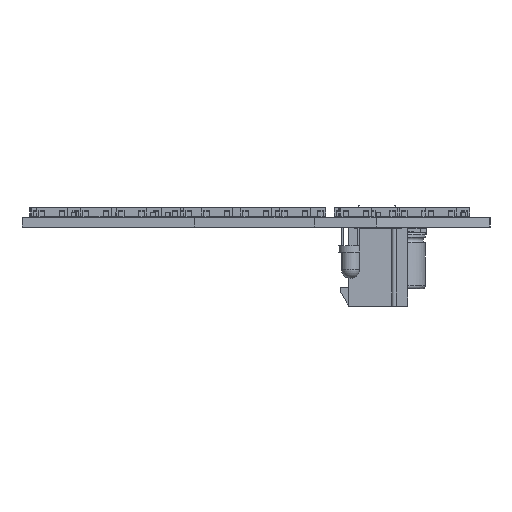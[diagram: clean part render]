
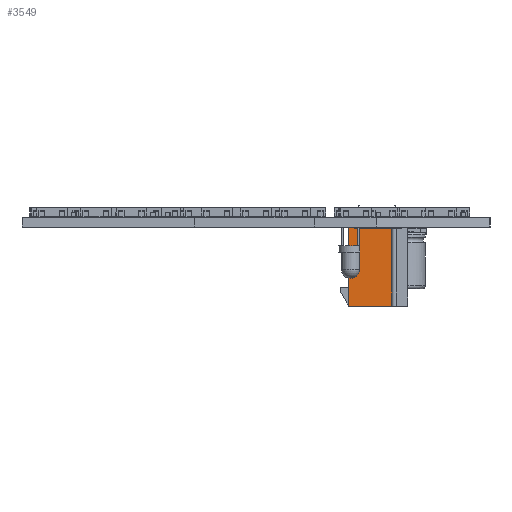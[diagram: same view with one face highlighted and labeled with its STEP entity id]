
A CAD part, left-side view. The second image highlights one B-rep face of the part: STEP entity #3549.
In plain terms, the highlighted face is planar.
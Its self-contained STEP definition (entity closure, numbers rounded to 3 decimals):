
#866 = PLANE('',#867);
#867 = AXIS2_PLACEMENT_3D('',#868,#869,#870);
#868 = CARTESIAN_POINT('',(-4.8,0.,-4.8));
#869 = DIRECTION('',(0.,0.,-1.));
#870 = DIRECTION('',(0.,-1.,0.));
#962 = PLANE('',#963);
#963 = AXIS2_PLACEMENT_3D('',#964,#965,#966);
#964 = CARTESIAN_POINT('',(-4.8,12.8,-4.8));
#965 = DIRECTION('',(0.,1.,0.));
#966 = DIRECTION('',(1.,0.,0.));
#1059 = VERTEX_POINT('',#1060);
#1060 = CARTESIAN_POINT('',(4.8,12.8,-4.8));
#1081 = EDGE_CURVE('',#1082,#1059,#1084,.T.);
#1082 = VERTEX_POINT('',#1083);
#1083 = CARTESIAN_POINT('',(4.8,0.,-4.8));
#1084 = SURFACE_CURVE('',#1085,(#1089,#1096),.PCURVE_S1.);
#1085 = LINE('',#1086,#1087);
#1086 = CARTESIAN_POINT('',(4.8,0.,-4.8));
#1087 = VECTOR('',#1088,1.);
#1088 = DIRECTION('',(0.,1.,0.));
#1089 = PCURVE('',#866,#1090);
#1090 = DEFINITIONAL_REPRESENTATION('',(#1091),#1095);
#1091 = LINE('',#1092,#1093);
#1092 = CARTESIAN_POINT('',(0.,-9.6));
#1093 = VECTOR('',#1094,1.);
#1094 = DIRECTION('',(-1.,0.));
#1095 = ( GEOMETRIC_REPRESENTATION_CONTEXT(2) 
PARAMETRIC_REPRESENTATION_CONTEXT() REPRESENTATION_CONTEXT('2D SPACE',''
  ) );
#1096 = PCURVE('',#1097,#1102);
#1097 = PLANE('',#1098);
#1098 = AXIS2_PLACEMENT_3D('',#1099,#1100,#1101);
#1099 = CARTESIAN_POINT('',(4.8,0.,0.));
#1100 = DIRECTION('',(1.,0.,0.));
#1101 = DIRECTION('',(0.,1.,0.));
#1102 = DEFINITIONAL_REPRESENTATION('',(#1103),#1107);
#1103 = LINE('',#1104,#1105);
#1104 = CARTESIAN_POINT('',(0.,-4.8));
#1105 = VECTOR('',#1106,1.);
#1106 = DIRECTION('',(1.,0.));
#1107 = ( GEOMETRIC_REPRESENTATION_CONTEXT(2) 
PARAMETRIC_REPRESENTATION_CONTEXT() REPRESENTATION_CONTEXT('2D SPACE',''
  ) );
#1125 = PLANE('',#1126);
#1126 = AXIS2_PLACEMENT_3D('',#1127,#1128,#1129);
#1127 = CARTESIAN_POINT('',(-4.8,0.,4.8));
#1128 = DIRECTION('',(0.,-1.,0.));
#1129 = DIRECTION('',(0.,0.,-1.));
#1345 = PLANE('',#1346);
#1346 = AXIS2_PLACEMENT_3D('',#1347,#1348,#1349);
#1347 = CARTESIAN_POINT('',(0.8,0.,-3.8));
#1348 = DIRECTION('',(0.,0.,-1.));
#1349 = DIRECTION('',(0.,-1.,0.));
#3108 = PLANE('',#3109);
#3109 = AXIS2_PLACEMENT_3D('',#3110,#3111,#3112);
#3110 = CARTESIAN_POINT('',(-4.8,0.2,0.));
#3111 = DIRECTION('',(0.,-1.,0.));
#3112 = DIRECTION('',(0.,0.,-1.));
#3549 = ADVANCED_FACE('',(#3550),#1097,.T.);
#3550 = FACE_BOUND('',#3551,.T.);
#3551 = EDGE_LOOP('',(#3552,#3577,#3600,#3621,#3622,#3645));
#3552 = ORIENTED_EDGE('',*,*,#3553,.F.);
#3553 = EDGE_CURVE('',#3554,#3556,#3558,.T.);
#3554 = VERTEX_POINT('',#3555);
#3555 = CARTESIAN_POINT('',(4.8,0.2,-3.8));
#3556 = VERTEX_POINT('',#3557);
#3557 = CARTESIAN_POINT('',(4.8,0.2,2.2));
#3558 = SURFACE_CURVE('',#3559,(#3563,#3570),.PCURVE_S1.);
#3559 = LINE('',#3560,#3561);
#3560 = CARTESIAN_POINT('',(4.8,0.2,-3.8)
  );
#3561 = VECTOR('',#3562,1.);
#3562 = DIRECTION('',(0.,0.,1.));
#3563 = PCURVE('',#1097,#3564);
#3564 = DEFINITIONAL_REPRESENTATION('',(#3565),#3569);
#3565 = LINE('',#3566,#3567);
#3566 = CARTESIAN_POINT('',(0.2,-3.8));
#3567 = VECTOR('',#3568,1.);
#3568 = DIRECTION('',(0.,1.));
#3569 = ( GEOMETRIC_REPRESENTATION_CONTEXT(2) 
PARAMETRIC_REPRESENTATION_CONTEXT() REPRESENTATION_CONTEXT('2D SPACE',''
  ) );
#3570 = PCURVE('',#3108,#3571);
#3571 = DEFINITIONAL_REPRESENTATION('',(#3572),#3576);
#3572 = LINE('',#3573,#3574);
#3573 = CARTESIAN_POINT('',(3.8,9.6));
#3574 = VECTOR('',#3575,1.);
#3575 = DIRECTION('',(-1.,0.));
#3576 = ( GEOMETRIC_REPRESENTATION_CONTEXT(2) 
PARAMETRIC_REPRESENTATION_CONTEXT() REPRESENTATION_CONTEXT('2D SPACE',''
  ) );
#3577 = ORIENTED_EDGE('',*,*,#3578,.F.);
#3578 = EDGE_CURVE('',#3579,#3554,#3581,.T.);
#3579 = VERTEX_POINT('',#3580);
#3580 = CARTESIAN_POINT('',(4.8,0.,-3.8));
#3581 = SURFACE_CURVE('',#3582,(#3586,#3593),.PCURVE_S1.);
#3582 = LINE('',#3583,#3584);
#3583 = CARTESIAN_POINT('',(4.8,0.,-3.8));
#3584 = VECTOR('',#3585,1.);
#3585 = DIRECTION('',(0.,1.,0.));
#3586 = PCURVE('',#1097,#3587);
#3587 = DEFINITIONAL_REPRESENTATION('',(#3588),#3592);
#3588 = LINE('',#3589,#3590);
#3589 = CARTESIAN_POINT('',(0.,-3.8));
#3590 = VECTOR('',#3591,1.);
#3591 = DIRECTION('',(1.,0.));
#3592 = ( GEOMETRIC_REPRESENTATION_CONTEXT(2) 
PARAMETRIC_REPRESENTATION_CONTEXT() REPRESENTATION_CONTEXT('2D SPACE',''
  ) );
#3593 = PCURVE('',#1345,#3594);
#3594 = DEFINITIONAL_REPRESENTATION('',(#3595),#3599);
#3595 = LINE('',#3596,#3597);
#3596 = CARTESIAN_POINT('',(0.,-4.));
#3597 = VECTOR('',#3598,1.);
#3598 = DIRECTION('',(-1.,0.));
#3599 = ( GEOMETRIC_REPRESENTATION_CONTEXT(2) 
PARAMETRIC_REPRESENTATION_CONTEXT() REPRESENTATION_CONTEXT('2D SPACE',''
  ) );
#3600 = ORIENTED_EDGE('',*,*,#3601,.T.);
#3601 = EDGE_CURVE('',#3579,#1082,#3602,.T.);
#3602 = SURFACE_CURVE('',#3603,(#3607,#3614),.PCURVE_S1.);
#3603 = LINE('',#3604,#3605);
#3604 = CARTESIAN_POINT('',(4.8,0.,-3.8));
#3605 = VECTOR('',#3606,1.);
#3606 = DIRECTION('',(0.,0.,-1.));
#3607 = PCURVE('',#1097,#3608);
#3608 = DEFINITIONAL_REPRESENTATION('',(#3609),#3613);
#3609 = LINE('',#3610,#3611);
#3610 = CARTESIAN_POINT('',(0.,-3.8));
#3611 = VECTOR('',#3612,1.);
#3612 = DIRECTION('',(0.,-1.));
#3613 = ( GEOMETRIC_REPRESENTATION_CONTEXT(2) 
PARAMETRIC_REPRESENTATION_CONTEXT() REPRESENTATION_CONTEXT('2D SPACE',''
  ) );
#3614 = PCURVE('',#1125,#3615);
#3615 = DEFINITIONAL_REPRESENTATION('',(#3616),#3620);
#3616 = LINE('',#3617,#3618);
#3617 = CARTESIAN_POINT('',(8.6,9.6));
#3618 = VECTOR('',#3619,1.);
#3619 = DIRECTION('',(1.,0.));
#3620 = ( GEOMETRIC_REPRESENTATION_CONTEXT(2) 
PARAMETRIC_REPRESENTATION_CONTEXT() REPRESENTATION_CONTEXT('2D SPACE',''
  ) );
#3621 = ORIENTED_EDGE('',*,*,#1081,.T.);
#3622 = ORIENTED_EDGE('',*,*,#3623,.T.);
#3623 = EDGE_CURVE('',#1059,#3624,#3626,.T.);
#3624 = VERTEX_POINT('',#3625);
#3625 = CARTESIAN_POINT('',(4.8,12.8,2.2));
#3626 = SURFACE_CURVE('',#3627,(#3631,#3638),.PCURVE_S1.);
#3627 = LINE('',#3628,#3629);
#3628 = CARTESIAN_POINT('',(4.8,12.8,-4.8)
  );
#3629 = VECTOR('',#3630,1.);
#3630 = DIRECTION('',(0.,0.,1.));
#3631 = PCURVE('',#1097,#3632);
#3632 = DEFINITIONAL_REPRESENTATION('',(#3633),#3637);
#3633 = LINE('',#3634,#3635);
#3634 = CARTESIAN_POINT('',(12.8,-4.8));
#3635 = VECTOR('',#3636,1.);
#3636 = DIRECTION('',(0.,1.));
#3637 = ( GEOMETRIC_REPRESENTATION_CONTEXT(2) 
PARAMETRIC_REPRESENTATION_CONTEXT() REPRESENTATION_CONTEXT('2D SPACE',''
  ) );
#3638 = PCURVE('',#962,#3639);
#3639 = DEFINITIONAL_REPRESENTATION('',(#3640),#3644);
#3640 = LINE('',#3641,#3642);
#3641 = CARTESIAN_POINT('',(9.6,0.));
#3642 = VECTOR('',#3643,1.);
#3643 = DIRECTION('',(0.,-1.));
#3644 = ( GEOMETRIC_REPRESENTATION_CONTEXT(2) 
PARAMETRIC_REPRESENTATION_CONTEXT() REPRESENTATION_CONTEXT('2D SPACE',''
  ) );
#3645 = ORIENTED_EDGE('',*,*,#3646,.T.);
#3646 = EDGE_CURVE('',#3624,#3556,#3647,.T.);
#3647 = SURFACE_CURVE('',#3648,(#3652,#3659),.PCURVE_S1.);
#3648 = LINE('',#3649,#3650);
#3649 = CARTESIAN_POINT('',(4.8,12.8,2.2)
  );
#3650 = VECTOR('',#3651,1.);
#3651 = DIRECTION('',(0.,-1.,0.));
#3652 = PCURVE('',#1097,#3653);
#3653 = DEFINITIONAL_REPRESENTATION('',(#3654),#3658);
#3654 = LINE('',#3655,#3656);
#3655 = CARTESIAN_POINT('',(12.8,2.2));
#3656 = VECTOR('',#3657,1.);
#3657 = DIRECTION('',(-1.,0.));
#3658 = ( GEOMETRIC_REPRESENTATION_CONTEXT(2) 
PARAMETRIC_REPRESENTATION_CONTEXT() REPRESENTATION_CONTEXT('2D SPACE',''
  ) );
#3659 = PCURVE('',#3660,#3665);
#3660 = CYLINDRICAL_SURFACE('',#3661,0.4);
#3661 = AXIS2_PLACEMENT_3D('',#3662,#3663,#3664);
#3662 = CARTESIAN_POINT('',(4.8,12.8,2.6));
#3663 = DIRECTION('',(0.,1.,0.));
#3664 = DIRECTION('',(1.,0.,0.));
#3665 = DEFINITIONAL_REPRESENTATION('',(#3666),#3670);
#3666 = LINE('',#3667,#3668);
#3667 = CARTESIAN_POINT('',(7.854,0.));
#3668 = VECTOR('',#3669,1.);
#3669 = DIRECTION('',(0.,-1.));
#3670 = ( GEOMETRIC_REPRESENTATION_CONTEXT(2) 
PARAMETRIC_REPRESENTATION_CONTEXT() REPRESENTATION_CONTEXT('2D SPACE',''
  ) );
